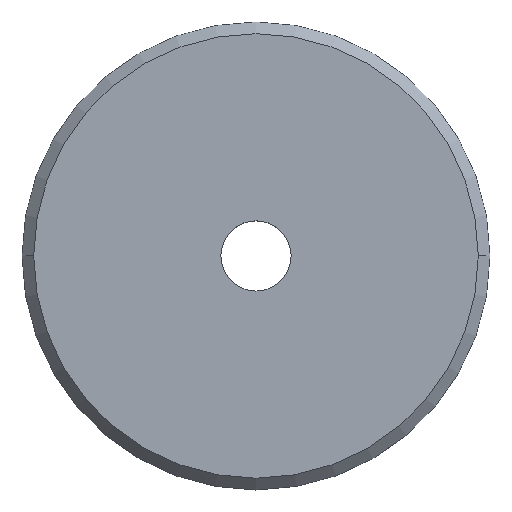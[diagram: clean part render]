
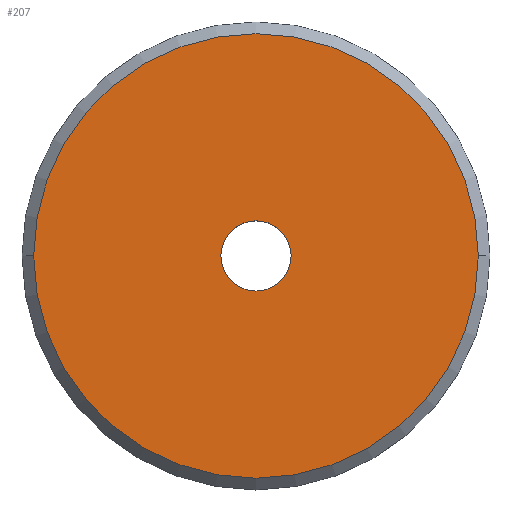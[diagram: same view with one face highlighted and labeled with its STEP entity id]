
A CAD part, top view. The second image highlights one B-rep face of the part: STEP entity #207.
In plain terms, the highlighted planar face has unit normal (0, 0, 1).
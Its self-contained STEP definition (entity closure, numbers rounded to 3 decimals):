
#57=CARTESIAN_POINT('Axis2P3D Location',(0.,0.,6.)) ;
#61=CARTESIAN_POINT('Vertex',(-4.5,0.,6.)) ;
#63=CARTESIAN_POINT('Vertex',(4.5,0.,6.)) ;
#92=CARTESIAN_POINT('Axis2P3D Location',(0.,0.,6.)) ;
#180=CARTESIAN_POINT('Axis2P3D Location',(0.,0.,6.)) ;
#185=CARTESIAN_POINT('Axis2P3D Location',(0.,0.,6.)) ;
#189=CARTESIAN_POINT('Vertex',(28.5,0.,6.)) ;
#191=CARTESIAN_POINT('Vertex',(-28.5,0.,6.)) ;
#194=CARTESIAN_POINT('Axis2P3D Location',(0.,0.,6.)) ;
#58=DIRECTION('Axis2P3D Direction',(0.,0.,1.)) ;
#93=DIRECTION('Axis2P3D Direction',(0.,0.,1.)) ;
#181=DIRECTION('Axis2P3D Direction',(0.,0.,1.)) ;
#182=DIRECTION('Axis2P3D XDirection',(1.,0.,0.)) ;
#186=DIRECTION('Axis2P3D Direction',(0.,0.,1.)) ;
#195=DIRECTION('Axis2P3D Direction',(0.,0.,1.)) ;
#59=AXIS2_PLACEMENT_3D('Circle Axis2P3D',#57,#58,$) ;
#94=AXIS2_PLACEMENT_3D('Circle Axis2P3D',#92,#93,$) ;
#183=AXIS2_PLACEMENT_3D('Plane Axis2P3D',#180,#181,#182) ;
#187=AXIS2_PLACEMENT_3D('Circle Axis2P3D',#185,#186,$) ;
#196=AXIS2_PLACEMENT_3D('Circle Axis2P3D',#194,#195,$) ;
#200=ORIENTED_EDGE('',*,*,#193,.T.) ;
#201=ORIENTED_EDGE('',*,*,#198,.T.) ;
#204=ORIENTED_EDGE('',*,*,#65,.F.) ;
#205=ORIENTED_EDGE('',*,*,#96,.F.) ;
#206=FACE_BOUND('',#203,.T.) ;
#207=ADVANCED_FACE('PartBody',(#202,#206),#184,.T.) ;
#60=CIRCLE('generated circle',#59,4.5) ;
#95=CIRCLE('generated circle',#94,4.5) ;
#188=CIRCLE('generated circle',#187,28.5) ;
#197=CIRCLE('generated circle',#196,28.5) ;
#65=EDGE_CURVE('',#62,#64,#60,.T.) ;
#96=EDGE_CURVE('',#64,#62,#95,.T.) ;
#193=EDGE_CURVE('',#190,#192,#188,.T.) ;
#198=EDGE_CURVE('',#192,#190,#197,.T.) ;
#199=EDGE_LOOP('',(#200,#201)) ;
#203=EDGE_LOOP('',(#204,#205)) ;
#202=FACE_OUTER_BOUND('',#199,.T.) ;
#184=PLANE('',#183) ;
#62=VERTEX_POINT('',#61) ;
#64=VERTEX_POINT('',#63) ;
#190=VERTEX_POINT('',#189) ;
#192=VERTEX_POINT('',#191) ;
